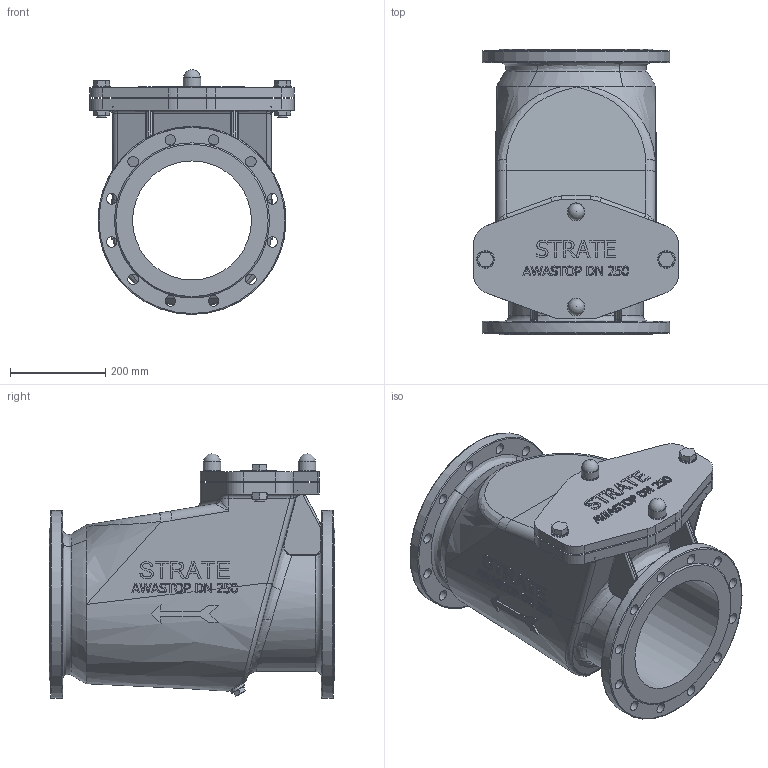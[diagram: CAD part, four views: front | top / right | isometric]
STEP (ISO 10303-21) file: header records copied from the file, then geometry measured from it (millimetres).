
FILE_DESCRIPTION(/* description */ (''),/* implementation_level */ '2;1');
FILE_NAME(/* name */ 'Awastop DN 250.stp',/* time_stamp */ '2019-08-16T12:11:38+02:00',/* author */ ('aunrein'),/* organization */ (''),/* preprocessor_version */ 'ST-DEVELOPER v16.13',/* originating_system */ 'Autodesk Inventor 2018',/* authorisation */ '');
FILE_SCHEMA (('AUTOMOTIVE_DESIGN { 1 0 10303 214 3 1 1 }'));
Products named in the file (1): Awastop_DN250_dummy
Bounding box: 430 x 600 x 514.5 mm (x, y, z)
Volume: 36256305.8 mm3; surface area: 1731811.4 mm2
Topology: 1 solids, 1 shells, 1188 faces, 3455 edges, 2347 vertices
Faces by surface type: plane 634, bspline 377, cylinder 134, torus 31, sphere 10, cone 2
Full cylindrical faces by diameter (mm): 20 x2, 22 x24, 32 x1, 37 x6, 250 x1, 395 x2
Entity records: 59894 total; most frequent: CARTESIAN_POINT 31179, ORIENTED_EDGE 6740, DIRECTION 4492, EDGE_CURVE 3370, VERTEX_POINT 2317, LINE 2000, VECTOR 2000, EDGE_LOOP 1371
